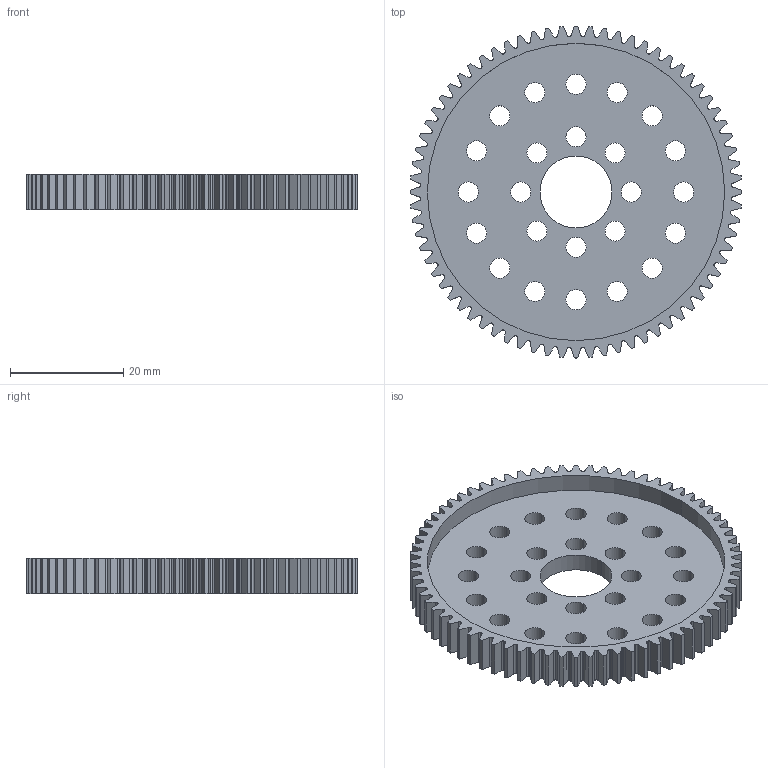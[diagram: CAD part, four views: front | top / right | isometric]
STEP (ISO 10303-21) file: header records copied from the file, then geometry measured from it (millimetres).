
FILE_DESCRIPTION (( 'STEP AP203' ), '1' );
FILE_NAME ('615198.STEP', '2016-10-04T20:21:38', ( '' ), ( '' ), 'SwSTEP 2.0', 'SolidWorks 2014', '' );
FILE_SCHEMA (( 'CONFIG_CONTROL_DESIGN' ));
Length unit declared in the file: millimetre
Products named in the file (1): 615198
Bounding box: 58.74 x 58.74 x 6.35 mm (x, y, z)
Volume: 8168.4 mm3; surface area: 8112.5 mm2
Topology: 1 solids, 1 shells, 632 faces, 1887 edges, 1258 vertices
Faces by surface type: bspline 288, cylinder 197, plane 147
Entity records: 30578 total; most frequent: CARTESIAN_POINT 15010, ORIENTED_EDGE 3774, DIRECTION 2395, EDGE_CURVE 1887, VERTEX_POINT 1258, VECTOR 917, LINE 917, AXIS2_PLACEMENT_3D 739
